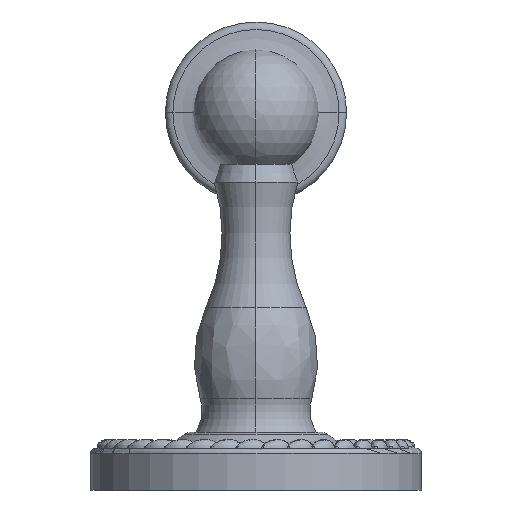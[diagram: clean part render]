
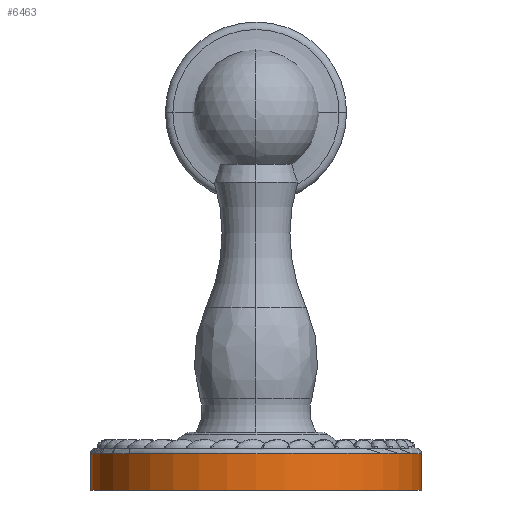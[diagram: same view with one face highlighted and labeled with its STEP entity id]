
A CAD part, left-side view. The second image highlights one B-rep face of the part: STEP entity #6463.
In plain terms, the highlighted cylindrical face has radius 32.893 mm (diameter 65.786 mm), a partial arc.
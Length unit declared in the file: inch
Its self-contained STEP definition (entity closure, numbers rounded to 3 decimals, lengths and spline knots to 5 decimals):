
#2960=CARTESIAN_POINT('',(0.,0.,0.));
#2961=DIRECTION('',(0.,1.,0.));
#2962=DIRECTION('',(0.,0.,1.));
#2963=AXIS2_PLACEMENT_3D('',#2960,#2961,#2962);
#2980=CARTESIAN_POINT('',(0.,0.283,0.));
#2981=DIRECTION('',(0.,-1.,0.));
#2982=DIRECTION('',(0.,0.,-1.));
#2983=AXIS2_PLACEMENT_3D('',#2980,#2981,#2982);
#2985=DIRECTION('',(0.,-1.,0.));
#2986=VECTOR('',#2985,0.283);
#2987=CARTESIAN_POINT('',(0.,0.283,-1.295));
#2988=LINE('',#2987,#2986);
#2989=DIRECTION('',(0.,-1.,0.));
#2990=VECTOR('',#2989,0.283);
#2991=CARTESIAN_POINT('',(0.,0.283,1.295));
#2992=LINE('',#2991,#2990);
#5609=CARTESIAN_POINT('',(0.,0.,1.295));
#5610=CARTESIAN_POINT('',(0.,0.,-1.295));
#5611=VERTEX_POINT('',#5609);
#5612=VERTEX_POINT('',#5610);
#6191=CARTESIAN_POINT('',(0.,0.283,-1.295));
#6192=CARTESIAN_POINT('',(0.,0.283,1.295));
#6193=VERTEX_POINT('',#6191);
#6194=VERTEX_POINT('',#6192);
#6449=CARTESIAN_POINT('',(0.,0.4746,0.));
#6450=DIRECTION('',(0.,-1.,0.));
#6451=DIRECTION('',(0.,0.,1.));
#6452=AXIS2_PLACEMENT_3D('',#6449,#6450,#6451);
#6453=CYLINDRICAL_SURFACE('',#6452,1.295);
#6455=ORIENTED_EDGE('',*,*,#6454,.F.);
#6457=ORIENTED_EDGE('',*,*,#6456,.T.);
#6458=ORIENTED_EDGE('',*,*,#6438,.F.);
#6460=ORIENTED_EDGE('',*,*,#6459,.F.);
#6461=EDGE_LOOP('',(#6455,#6457,#6458,#6460));
#6462=FACE_OUTER_BOUND('',#6461,.F.);
#6463=ADVANCED_FACE('',(#6462),#6453,.T.);
#2964=CIRCLE('',#2963,1.295);
#2984=CIRCLE('',#2983,1.295);
#6438=EDGE_CURVE('',#5611,#5612,#2964,.T.);
#6454=EDGE_CURVE('',#6193,#6194,#2984,.T.);
#6456=EDGE_CURVE('',#6193,#5612,#2988,.T.);
#6459=EDGE_CURVE('',#6194,#5611,#2992,.T.);
